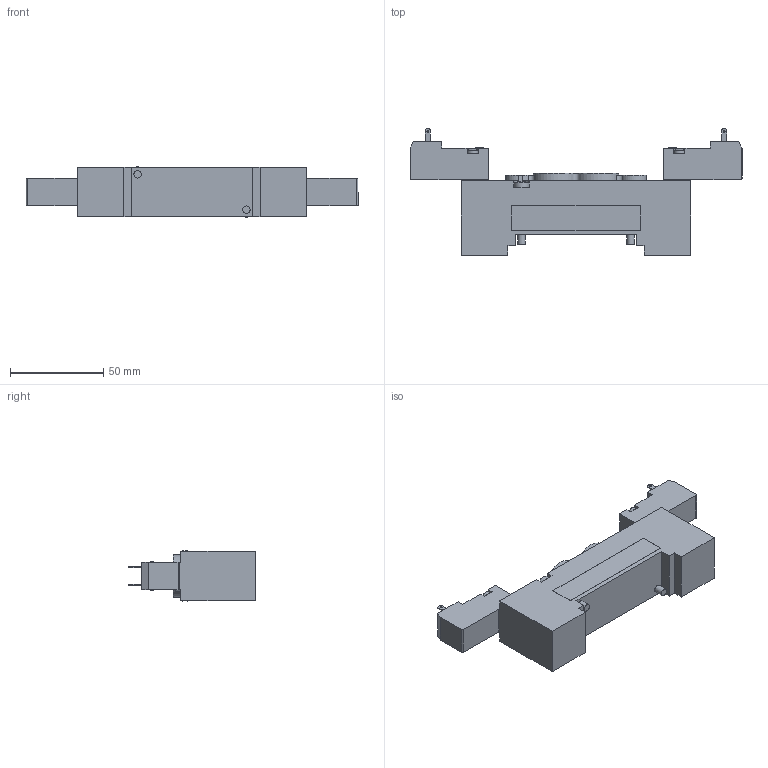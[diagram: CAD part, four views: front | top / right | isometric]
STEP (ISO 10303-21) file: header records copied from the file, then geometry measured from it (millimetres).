
FILE_DESCRIPTION((''),'2;1');
FILE_NAME('2631_52_00_35_0#.stp','2006-01-04T10:25:32',('rivolro1'),(''),'Autodesk Inventor 10','Autodesk Inventor 10','');
FILE_SCHEMA(('AUTOMOTIVE_DESIGN { 1 0 10303 214 1 1 1 1 }'));
Length unit declared in the file: millimetre
Products named in the file (3): 2631_52_00_35_0#; 2631_52_00_35; N33_-0_
Assembly tree (3 placements, depth 2):
  2631_52_00_35_0#
    2631_52_00_35
    N33_-0_  x2
Bounding box: 178.2 x 67.99 x 26.99 mm (x, y, z)
Volume: 133045.8 mm3; surface area: 29278.9 mm2
Topology: 5 solids, 5 shells, 294 faces, 738 edges, 488 vertices
Faces by surface type: plane 196, bspline 53, cylinder 43, sphere 2
Full cylindrical faces by diameter (mm): 1 x4, 1.5 x1, 2 x2, 3 x4, 3.9 x2, 4 x2, 5.8 x2, 8 x2
Entity records: 6270 total; most frequent: CARTESIAN_POINT 1515, ORIENTED_EDGE 936, DIRECTION 926, EDGE_CURVE 468, VERTEX_POINT 328, VECTOR 310, LINE 310, AXIS2_PLACEMENT_3D 308
